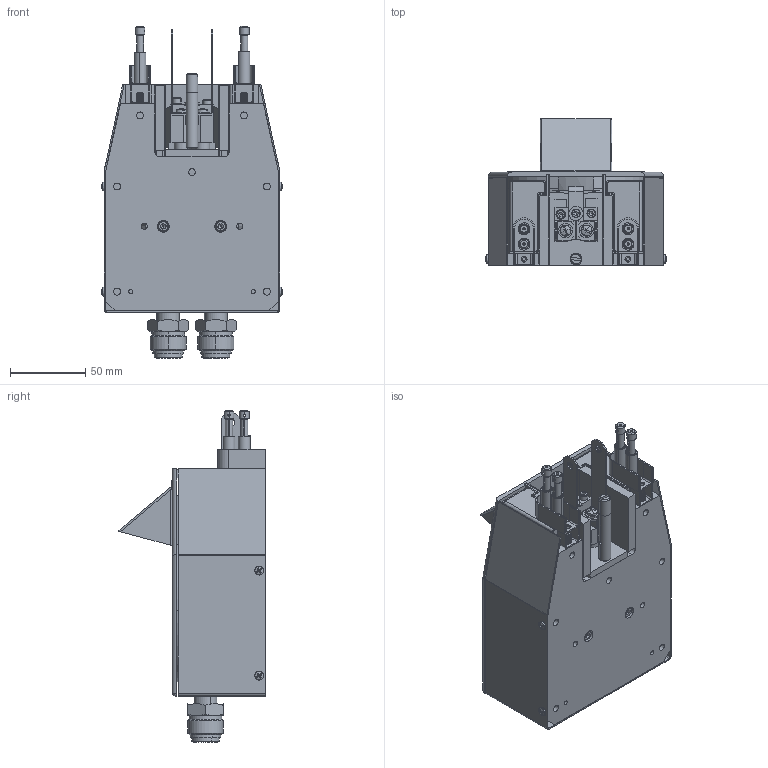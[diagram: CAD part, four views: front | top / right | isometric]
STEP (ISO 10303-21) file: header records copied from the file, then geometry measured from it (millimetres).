
FILE_DESCRIPTION (( 'STEP AP203' ), '1' );
FILE_NAME ('15156_20156_HM2(TM)_156cc_e-Gun.STEP', '2021-02-24T07:37:21', ( 'admin' ), ( 'Microsoft' ), 'SwSTEP 2.0', 'SolidWorks 2016', '' );
FILE_SCHEMA (( 'CONFIG_CONTROL_DESIGN' ));
Products named in the file (1): 15156_20156_HM2(TM)_156cc_e-Gun
Bounding box: 120.04 x 97.53 x 220.63 mm (x, y, z)
Surface area: 187214.5 mm2 (no closed solid volume)
Topology: 0 solids, 97 shells, 1188 faces, 4605 edges, 3395 vertices
Faces by surface type: plane 675, cylinder 260, cone 154, bspline 78, sphere 17, torus 4
Entity records: 57178 total; most frequent: CARTESIAN_POINT 20290, DIRECTION 7162, ORIENTED_EDGE 6711, EDGE_CURVE 4596, VERTEX_POINT 3395, LINE 2994, VECTOR 2994, AXIS2_PLACEMENT_3D 2084
